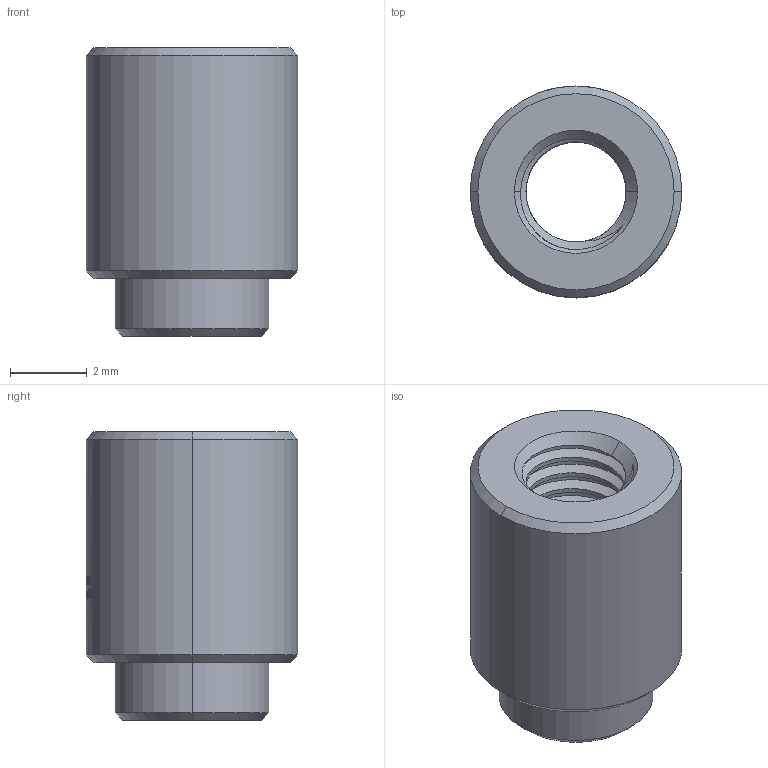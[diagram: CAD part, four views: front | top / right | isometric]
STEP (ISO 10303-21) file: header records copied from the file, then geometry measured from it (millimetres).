
FILE_DESCRIPTION (( 'STEP AP214' ), '1' );
FILE_NAME ('SMD-1_BD5.5-D4.0.STEP', '2022-08-29T08:33:29', ( '' ), ( '' ), 'SwSTEP 2.0', 'SolidWorks 2020', '' );
FILE_SCHEMA (( 'AUTOMOTIVE_DESIGN' ));
Length unit declared in the file: millimetre
Products named in the file (1): SMD-1_BD5.5-D4.0
Bounding box: 5.5 x 5.5 x 7.5 mm (x, y, z)
Volume: 114 mm3; surface area: 242.1 mm2
Topology: 1 solids, 1 shells, 303 faces, 835 edges, 554 vertices
Faces by surface type: plane 110, bspline 100, cylinder 83, cone 10
Entity records: 16119 total; most frequent: CARTESIAN_POINT 6694, ORIENTED_EDGE 1670, EDGE_CURVE 835, DIRECTION 733, VERTEX_POINT 554, EDGE_LOOP 325, UNCERTAINTY_MEASURE_WITH_UNIT 306, STYLED_ITEM 305
